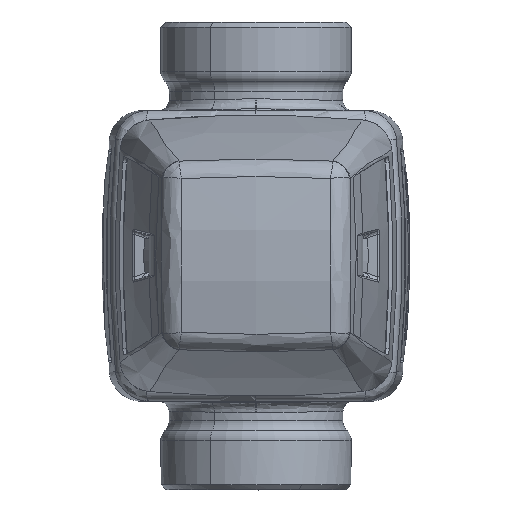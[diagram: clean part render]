
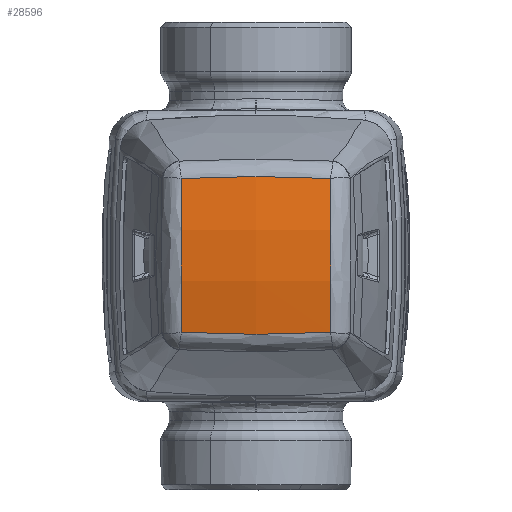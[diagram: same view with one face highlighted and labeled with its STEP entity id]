
A CAD part, top view. The second image highlights one B-rep face of the part: STEP entity #28596.
In plain terms, the highlighted toroidal (fillet/blend) face has major radius 69.5 mm and minor radius 60 mm.
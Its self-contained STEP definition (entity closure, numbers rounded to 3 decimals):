
#28554=AXIS2_PLACEMENT_3D('Torus Axis2P3D',#28551,#28552,#28553) ;
#28551=CARTESIAN_POINT('Axis2P3D Location',(0.,0.,-77.5)) ;
#28557=CARTESIAN_POINT('Control Point',(11.137,11.51,50.402)) ;
#28558=CARTESIAN_POINT('Control Point',(11.207,5.818,51.513)) ;
#28559=CARTESIAN_POINT('Control Point',(11.23,-0.001,51.887)) ;
#28560=CARTESIAN_POINT('Control Point',(11.207,-5.818,51.512)) ;
#28561=CARTESIAN_POINT('Control Point',(11.137,-11.51,50.402)) ;
#28562=CARTESIAN_POINT('Vertex',(11.137,-11.51,50.402)) ;
#28564=CARTESIAN_POINT('Vertex',(11.137,11.51,50.402)) ;
#28568=CARTESIAN_POINT('Control Point',(-11.137,11.51,50.402)) ;
#28569=CARTESIAN_POINT('Control Point',(-3.732,11.91,50.968)) ;
#28570=CARTESIAN_POINT('Control Point',(3.732,11.91,50.968)) ;
#28571=CARTESIAN_POINT('Control Point',(11.137,11.51,50.402)) ;
#28572=CARTESIAN_POINT('Vertex',(-11.137,11.51,50.402)) ;
#28576=CARTESIAN_POINT('Control Point',(-11.137,-11.51,50.402)) ;
#28577=CARTESIAN_POINT('Control Point',(-11.207,-5.818,51.513)) ;
#28578=CARTESIAN_POINT('Control Point',(-11.23,0.001,51.887)) ;
#28579=CARTESIAN_POINT('Control Point',(-11.207,5.818,51.512)) ;
#28580=CARTESIAN_POINT('Control Point',(-11.137,11.51,50.402)) ;
#28581=CARTESIAN_POINT('Vertex',(-11.137,-11.51,50.402)) ;
#28585=CARTESIAN_POINT('Control Point',(11.137,-11.51,50.402)) ;
#28586=CARTESIAN_POINT('Control Point',(3.732,-11.91,50.968)) ;
#28587=CARTESIAN_POINT('Control Point',(-3.732,-11.91,50.968)) ;
#28588=CARTESIAN_POINT('Control Point',(-11.137,-11.51,50.402)) ;
#28552=DIRECTION('Axis2P3D Direction',(0.,-1.,0.)) ;
#28553=DIRECTION('Axis2P3D XDirection',(-0.479,0.,0.878)) ;
#28591=ORIENTED_EDGE('',*,*,#28566,.T.) ;
#28592=ORIENTED_EDGE('',*,*,#28574,.T.) ;
#28593=ORIENTED_EDGE('',*,*,#28583,.T.) ;
#28594=ORIENTED_EDGE('',*,*,#28589,.T.) ;
#28596=ADVANCED_FACE('PartBody',(#28595),#28555,.T.) ;
#28556=B_SPLINE_CURVE_WITH_KNOTS('',4,(#28557,#28558,#28559,#28560,#28561),.UNSPECIFIED.,.F.,.U.,(5,5),(16.061,49.13),.UNSPECIFIED.) ;
#28567=B_SPLINE_CURVE_WITH_KNOTS('',3,(#28568,#28569,#28570,#28571),.UNSPECIFIED.,.F.,.U.,(4,4),(12.397,38.807),.UNSPECIFIED.) ;
#28575=B_SPLINE_CURVE_WITH_KNOTS('',4,(#28576,#28577,#28578,#28579,#28580),.UNSPECIFIED.,.F.,.U.,(5,5),(16.061,49.13),.UNSPECIFIED.) ;
#28584=B_SPLINE_CURVE_WITH_KNOTS('',3,(#28585,#28586,#28587,#28588),.UNSPECIFIED.,.F.,.U.,(4,4),(12.397,38.807),.UNSPECIFIED.) ;
#28555=TOROIDAL_SURFACE('homeo Torus',#28554,69.5,60.) ;
#28566=EDGE_CURVE('',#28563,#28565,#28556,.F.) ;
#28574=EDGE_CURVE('',#28565,#28573,#28567,.F.) ;
#28583=EDGE_CURVE('',#28573,#28582,#28575,.F.) ;
#28589=EDGE_CURVE('',#28582,#28563,#28584,.F.) ;
#28590=EDGE_LOOP('',(#28591,#28592,#28593,#28594)) ;
#28595=FACE_OUTER_BOUND('',#28590,.T.) ;
#28563=VERTEX_POINT('',#28562) ;
#28565=VERTEX_POINT('',#28564) ;
#28573=VERTEX_POINT('',#28572) ;
#28582=VERTEX_POINT('',#28581) ;
